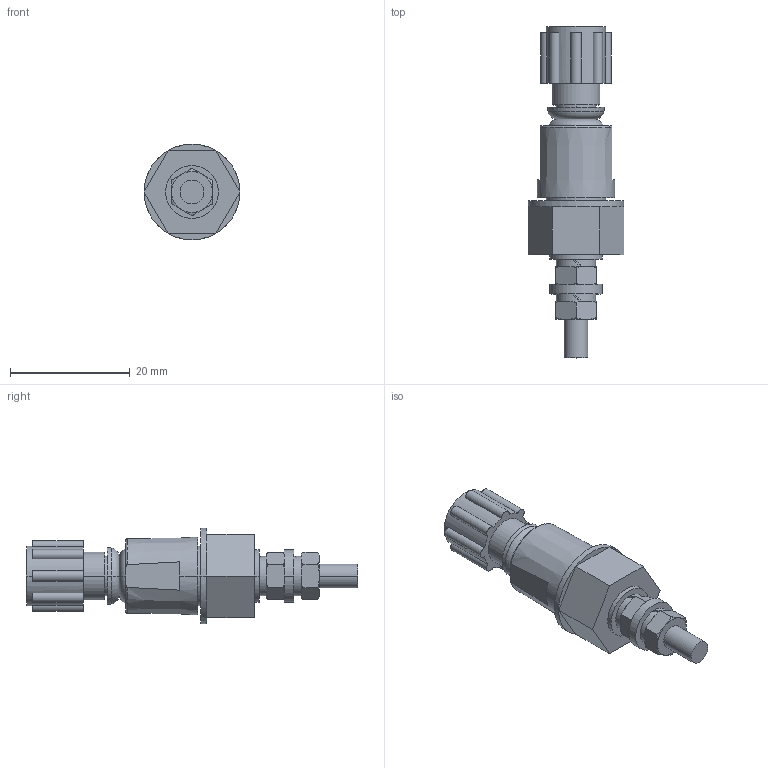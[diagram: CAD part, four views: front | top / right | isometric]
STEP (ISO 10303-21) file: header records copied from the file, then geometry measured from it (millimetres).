
FILE_DESCRIPTION((''),'2;1');
FILE_NAME('PRT0003','2024-03-04T',('dell'),(''),'PRO/ENGINEER BY PARAMETRIC TECHNOLOGY CORPORATION, 2013230','PRO/ENGINEER BY PARAMETRIC TECHNOLOGY CORPORATION, 2013230','');
FILE_SCHEMA(('AUTOMOTIVE_DESIGN { 1 0 10303 214 1 1 1 1 }'));
Length unit declared in the file: millimetre
Products named in the file (1): PRT0003
Bounding box: 16 x 55.5 x 16 mm (x, y, z)
Volume: 4636.8 mm3; surface area: 3864.1 mm2
Topology: 1 solids, 4 shells, 199 faces, 498 edges, 325 vertices
Faces by surface type: plane 81, cylinder 58, torus 48, cone 12
Entity records: 7006 total; most frequent: CARTESIAN_POINT 2044, DIRECTION 1050, ORIENTED_EDGE 996, EDGE_CURVE 498, AXIS2_PLACEMENT_3D 455, VERTEX_POINT 325, CIRCLE 256, EDGE_LOOP 229
